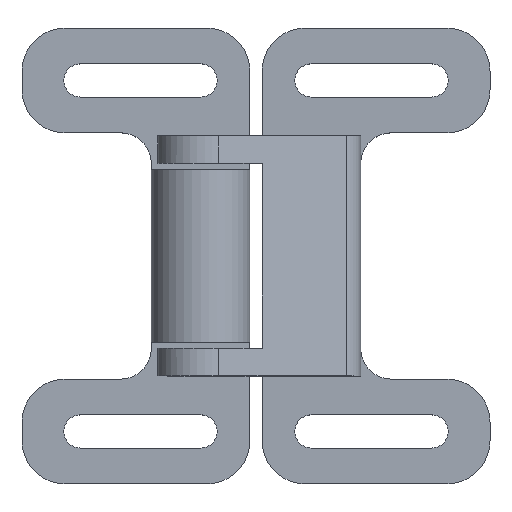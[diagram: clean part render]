
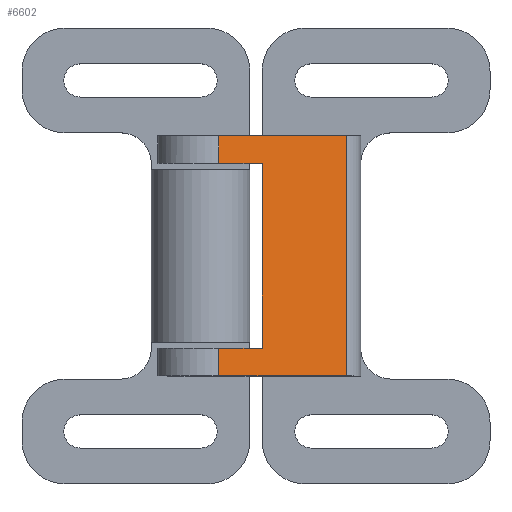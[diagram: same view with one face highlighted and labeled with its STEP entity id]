
A CAD part, top view. The second image highlights one B-rep face of the part: STEP entity #6602.
In plain terms, the highlighted planar face has unit normal (0.423, 0, 0.906).
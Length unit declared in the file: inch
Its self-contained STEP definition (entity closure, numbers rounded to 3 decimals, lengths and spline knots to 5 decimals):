
#5313=CARTESIAN_POINT('',(0.80709,0.86613,0.71104));
#5314=VERTEX_POINT('',#5313);
#5321=CARTESIAN_POINT('',(0.80709,2.04724,0.71104));
#5322=VERTEX_POINT('',#5321);
#5323=CARTESIAN_POINT('',(0.80709,2.04724,0.71104));
#5324=DIRECTION('',(0.0,-1.0,0.0));
#5325=VECTOR('',#5324,1.1811);
#5326=LINE('',#5323,#5325);
#5327=EDGE_CURVE('',#5322,#5314,#5326,.T.);
#6295=CARTESIAN_POINT('',(0.52985,2.04724,0.84032));
#6296=VERTEX_POINT('',#6295);
#6297=CARTESIAN_POINT('',(0.52985,2.04724,0.84032));
#6298=DIRECTION('',(0.906,0.0,-0.423));
#6299=VECTOR('',#6298,0.30589);
#6300=LINE('',#6297,#6299);
#6301=EDGE_CURVE('',#6296,#5322,#6300,.T.);
#6388=CARTESIAN_POINT('',(0.52985,0.86613,0.84032));
#6389=VERTEX_POINT('',#6388);
#6397=CARTESIAN_POINT('',(0.52985,0.86613,0.84032));
#6398=DIRECTION('',(0.906,0.,-0.423));
#6399=VECTOR('',#6398,0.30589);
#6400=LINE('',#6397,#6399);
#6401=EDGE_CURVE('',#6389,#5314,#6400,.T.);
#6468=CARTESIAN_POINT('',(0.52985,2.2244,0.84032));
#6469=VERTEX_POINT('',#6468);
#6477=CARTESIAN_POINT('',(1.34608,2.2244,0.45971));
#6478=VERTEX_POINT('',#6477);
#6479=CARTESIAN_POINT('',(0.52985,2.2244,0.84032));
#6480=DIRECTION('',(0.906,0.0,-0.423));
#6481=VECTOR('',#6480,0.9006);
#6482=LINE('',#6479,#6481);
#6483=EDGE_CURVE('',#6469,#6478,#6482,.T.);
#6523=CARTESIAN_POINT('',(1.34608,0.68897,0.45971));
#6524=VERTEX_POINT('',#6523);
#6532=CARTESIAN_POINT('',(0.52985,0.68897,0.84032));
#6533=VERTEX_POINT('',#6532);
#6534=CARTESIAN_POINT('',(0.52985,0.68897,0.84032));
#6535=DIRECTION('',(0.906,0.,-0.423));
#6536=VECTOR('',#6535,0.9006);
#6537=LINE('',#6534,#6536);
#6538=EDGE_CURVE('',#6533,#6524,#6537,.T.);
#6572=CARTESIAN_POINT('',(1.38689,0.6122,0.44068));
#6573=DIRECTION('',(-0.423,0.,-0.906));
#6574=DIRECTION('',(-0.906,0.,0.423));
#6575=AXIS2_PLACEMENT_3D('',#6572,#6573,#6574);
#6576=PLANE('',#6575);
#6577=ORIENTED_EDGE('',*,*,#6401,.F.);
#6578=CARTESIAN_POINT('',(0.52985,0.86613,0.84032));
#6579=DIRECTION('',(0.0,-1.0,0.0));
#6580=VECTOR('',#6579,0.17716);
#6581=LINE('',#6578,#6580);
#6582=EDGE_CURVE('',#6389,#6533,#6581,.T.);
#6583=ORIENTED_EDGE('',*,*,#6582,.T.);
#6584=ORIENTED_EDGE('',*,*,#6538,.T.);
#6585=CARTESIAN_POINT('',(1.34608,2.2244,0.45971));
#6586=DIRECTION('',(0.0,-1.0,0.0));
#6587=VECTOR('',#6586,1.53543);
#6588=LINE('',#6585,#6587);
#6589=EDGE_CURVE('',#6478,#6524,#6588,.T.);
#6590=ORIENTED_EDGE('',*,*,#6589,.F.);
#6591=ORIENTED_EDGE('',*,*,#6483,.F.);
#6592=CARTESIAN_POINT('',(0.52985,2.2244,0.84032));
#6593=DIRECTION('',(0.0,-1.0,0.0));
#6594=VECTOR('',#6593,0.17717);
#6595=LINE('',#6592,#6594);
#6596=EDGE_CURVE('',#6469,#6296,#6595,.T.);
#6597=ORIENTED_EDGE('',*,*,#6596,.T.);
#6598=ORIENTED_EDGE('',*,*,#6301,.T.);
#6599=ORIENTED_EDGE('',*,*,#5327,.T.);
#6600=EDGE_LOOP('',(#6577,#6583,#6584,#6590,#6591,#6597,#6598,#6599));
#6601=FACE_OUTER_BOUND('',#6600,.T.);
#6602=ADVANCED_FACE('',(#6601),#6576,.F.);
